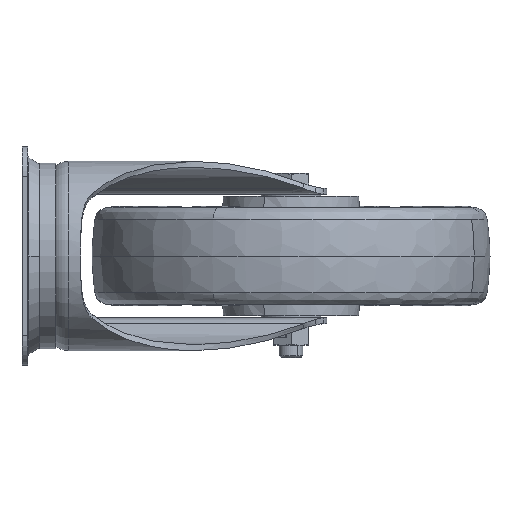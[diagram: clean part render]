
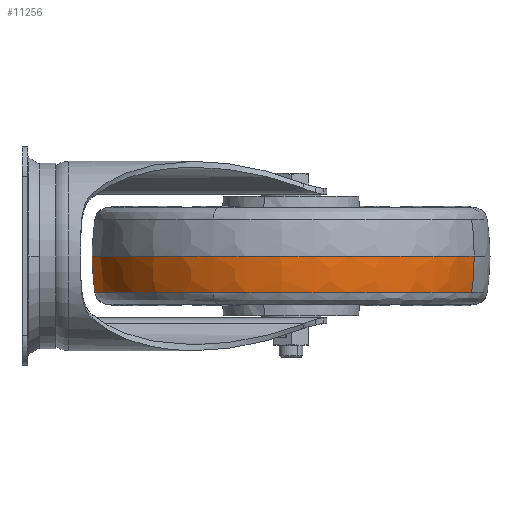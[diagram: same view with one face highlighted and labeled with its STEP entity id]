
A CAD part, left-side view. The second image highlights one B-rep face of the part: STEP entity #11256.
In plain terms, the highlighted toroidal (fillet/blend) face has major radius 4.992 mm and minor radius 105 mm.
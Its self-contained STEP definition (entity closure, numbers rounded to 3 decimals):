
#55 = CARTESIAN_POINT ( 'NONE',  ( 56.973, -130.415, 47.542 ) ) ;
#387 = CARTESIAN_POINT ( 'NONE',  ( 55., -135., 30.286 ) ) ;
#582 = CIRCLE ( 'NONE', #12360, 98.58 ) ;
#1370 = AXIS2_PLACEMENT_3D ( 'NONE', #5066, #17970, #13230 ) ;
#1587 = CARTESIAN_POINT ( 'NONE',  ( 16.029, -225.55, 30.286 ) ) ;
#1622 = EDGE_LOOP ( 'NONE', ( #17384, #17171, #1713, #11528, #2332 ) ) ;
#1649 = DIRECTION ( 'NONE',  ( 0., 0., 1. ) ) ;
#1657 = AXIS2_PLACEMENT_3D ( 'NONE', #387, #1649, #3635 ) ;
#1713 = ORIENTED_EDGE ( 'NONE', *, *, #7949, .T. ) ;
#2010 = DIRECTION ( 'NONE',  ( 0., 0., 1. ) ) ;
#2332 = ORIENTED_EDGE ( 'NONE', *, *, #14279, .F. ) ;
#2882 = DIRECTION ( 'NONE',  ( 0., 0., 1. ) ) ;
#3469 = EDGE_CURVE ( 'NONE', #6200, #17990, #14197, .T. ) ;
#3575 = CARTESIAN_POINT ( 'NONE',  ( 55., -135., 47.542 ) ) ;
#3635 = DIRECTION ( 'NONE',  ( 0.919, -0.395, 0. ) ) ;
#3916 = CIRCLE ( 'NONE', #9635, 105. ) ;
#4714 = VERTEX_POINT ( 'NONE', #1587 ) ;
#5066 = CARTESIAN_POINT ( 'NONE',  ( 53.027, -139.585, 47.542 ) ) ;
#5918 = DIRECTION ( 'NONE',  ( 0.919, -0.395, 0. ) ) ;
#6176 = EDGE_CURVE ( 'NONE', #4714, #7203, #3916, .T. ) ;
#6200 = VERTEX_POINT ( 'NONE', #19281 ) ;
#6325 = EDGE_CURVE ( 'NONE', #6200, #13378, #582, .T. ) ;
#7203 = VERTEX_POINT ( 'NONE', #15888 ) ;
#7300 = DIRECTION ( 'NONE',  ( 0., 0., 1. ) ) ;
#7949 = EDGE_CURVE ( 'NONE', #13378, #4714, #10091, .T. ) ;
#8322 = DIRECTION ( 'NONE',  ( -0.395, -0.919, 0. ) ) ;
#9635 = AXIS2_PLACEMENT_3D ( 'NONE', #55, #9644, #16221 ) ;
#9644 = DIRECTION ( 'NONE',  ( -0.919, 0.395, 0. ) ) ;
#9849 = TOROIDAL_SURFACE ( 'NONE', #16965, -4.992, 105. ) ;
#10091 = CIRCLE ( 'NONE', #1657, 98.58 ) ;
#10977 = CARTESIAN_POINT ( 'NONE',  ( 94.532, -43.146, 48.847 ) ) ;
#11256 = ADVANCED_FACE ( 'NONE', ( #18281 ), #9849, .T. ) ;
#11528 = ORIENTED_EDGE ( 'NONE', *, *, #6176, .T. ) ;
#12302 = CARTESIAN_POINT ( 'NONE',  ( 55., -135., 48.847 ) ) ;
#12360 = AXIS2_PLACEMENT_3D ( 'NONE', #20461, #7300, #5918 ) ;
#13230 = DIRECTION ( 'NONE',  ( 0.395, 0.919, 0. ) ) ;
#13378 = VERTEX_POINT ( 'NONE', #19882 ) ;
#13777 = AXIS2_PLACEMENT_3D ( 'NONE', #12302, #2882, #19175 ) ;
#14197 = CIRCLE ( 'NONE', #1370, 105. ) ;
#14279 = EDGE_CURVE ( 'NONE', #17990, #7203, #14789, .T. ) ;
#14789 = CIRCLE ( 'NONE', #13777, 100. ) ;
#15888 = CARTESIAN_POINT ( 'NONE',  ( 15.468, -226.854, 48.847 ) ) ;
#16221 = DIRECTION ( 'NONE',  ( -0.395, -0.919, 0. ) ) ;
#16965 = AXIS2_PLACEMENT_3D ( 'NONE', #3575, #2010, #8322 ) ;
#17171 = ORIENTED_EDGE ( 'NONE', *, *, #6325, .T. ) ;
#17384 = ORIENTED_EDGE ( 'NONE', *, *, #3469, .F. ) ;
#17970 = DIRECTION ( 'NONE',  ( 0.919, -0.395, 0. ) ) ;
#17990 = VERTEX_POINT ( 'NONE', #10977 ) ;
#18281 = FACE_OUTER_BOUND ( 'NONE', #1622, .T. ) ;
#19175 = DIRECTION ( 'NONE',  ( -0.395, -0.919, 0. ) ) ;
#19281 = CARTESIAN_POINT ( 'NONE',  ( 93.971, -44.45, 30.286 ) ) ;
#19882 = CARTESIAN_POINT ( 'NONE',  ( -35.55, -96.029, 30.286 ) ) ;
#20461 = CARTESIAN_POINT ( 'NONE',  ( 55., -135., 30.286 ) ) ;
